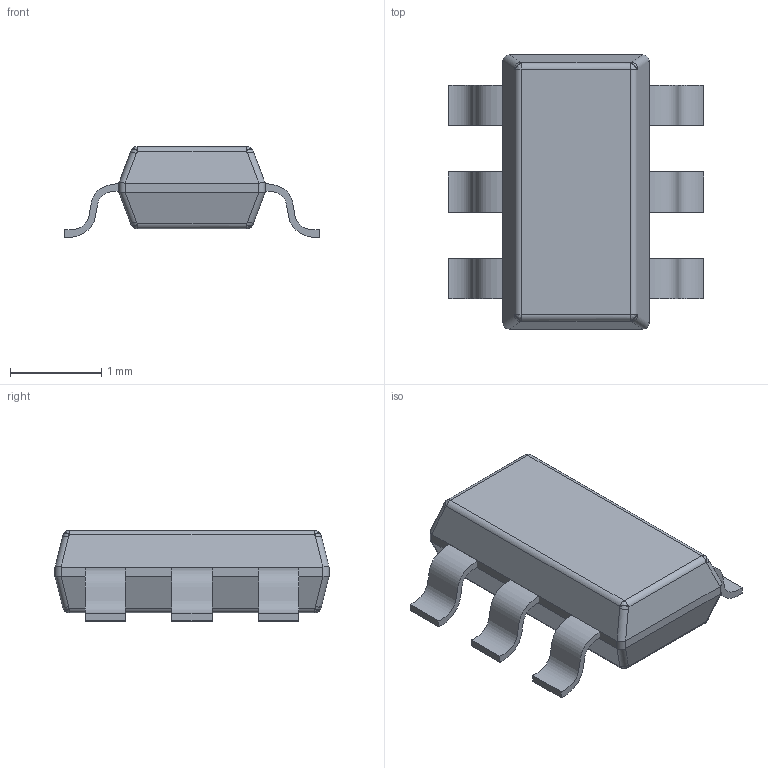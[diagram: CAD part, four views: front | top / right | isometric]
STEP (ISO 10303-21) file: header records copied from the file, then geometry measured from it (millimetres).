
FILE_DESCRIPTION(('for SolidWorks'),'2;1');
FILE_NAME('sot23-6.step','2016-08-22T15:48:35',( 'Serg'),(''),'Open CASCADE STEP processor 6.6','DipTrace','Unknown' );
FILE_SCHEMA(('AUTOMOTIVE_DESIGN { 1 0 10303 214 1 1 1 1 }'));
Length unit declared in the file: millimetre
Products named in the file (3): ASSEMBLY; sot23-6; sot23-6_001
Assembly tree (2 placements, depth 2):
  ASSEMBLY
    sot23-6
    sot23-6_001
Bounding box: 2.8 x 3 x 1 mm (x, y, z)
Volume: 4 mm3; surface area: 21.5 mm2
Topology: 7 solids, 7 shells, 94 faces, 224 edges, 136 vertices
Faces by surface type: bspline 48, plane 26, cylinder 20
Entity records: 3891 total; most frequent: CARTESIAN_POINT 2135, ORIENTED_EDGE 432, EDGE_CURVE 216, DIRECTION 186, VERTEX_POINT 136, B_SPLINE_CURVE_WITH_KNOTS 128, ADVANCED_FACE 94, FACE_BOUND 94
